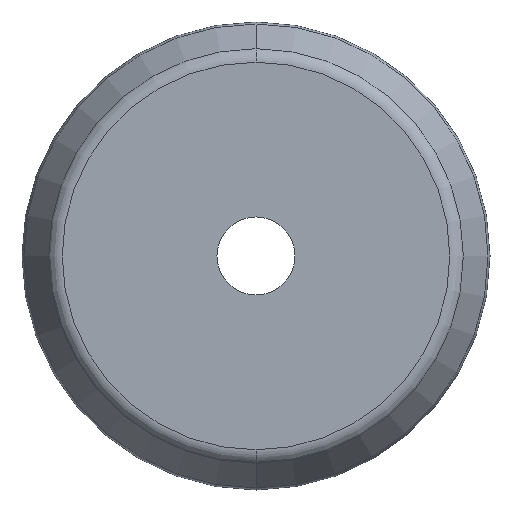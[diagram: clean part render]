
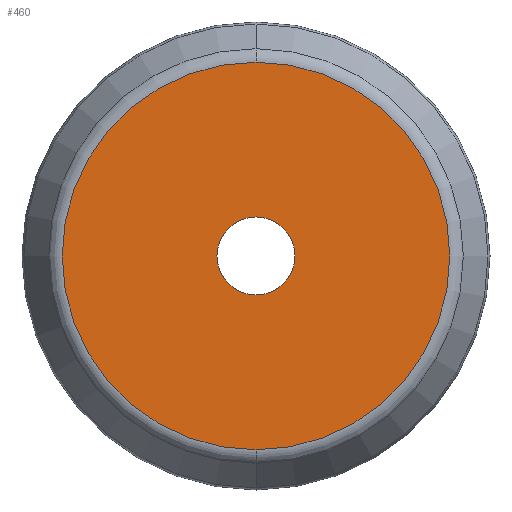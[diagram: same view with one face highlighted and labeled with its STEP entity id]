
A CAD part, front view. The second image highlights one B-rep face of the part: STEP entity #460.
In plain terms, the highlighted planar face has unit normal (0, -1, 0).
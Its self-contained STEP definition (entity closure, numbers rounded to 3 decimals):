
#34 = EDGE_CURVE ( 'NONE', #273, #55, #241, .T. ) ;
#49 = CARTESIAN_POINT ( 'NONE',  ( 25., 0., 0. ) ) ;
#55 = VERTEX_POINT ( 'NONE', #110 ) ;
#56 = CIRCLE ( 'NONE', #378, 124.226 ) ;
#66 = ORIENTED_EDGE ( 'NONE', *, *, #470, .F. ) ;
#84 = FACE_BOUND ( 'NONE', #121, .T. ) ;
#101 = CARTESIAN_POINT ( 'NONE',  ( 0., 0., 0. ) ) ;
#110 = CARTESIAN_POINT ( 'NONE',  ( 0., 0., 124.226 ) ) ;
#121 = EDGE_LOOP ( 'NONE', ( #66, #428 ) ) ;
#133 = AXIS2_PLACEMENT_3D ( 'NONE', #248, #398, #359 ) ;
#136 = VERTEX_POINT ( 'NONE', #177 ) ;
#148 = EDGE_CURVE ( 'NONE', #136, #245, #205, .T. ) ;
#166 = FACE_OUTER_BOUND ( 'NONE', #365, .T. ) ;
#174 = CARTESIAN_POINT ( 'NONE',  ( 0., 0., -124.226 ) ) ;
#177 = CARTESIAN_POINT ( 'NONE',  ( 0., 0., 25. ) ) ;
#192 = CIRCLE ( 'NONE', #218, 25. ) ;
#195 = ORIENTED_EDGE ( 'NONE', *, *, #34, .T. ) ;
#201 = AXIS2_PLACEMENT_3D ( 'NONE', #101, #397, #244 ) ;
#203 = DIRECTION ( 'NONE',  ( 0., -1., 0. ) ) ;
#205 = CIRCLE ( 'NONE', #201, 25. ) ;
#218 = AXIS2_PLACEMENT_3D ( 'NONE', #424, #203, #275 ) ;
#241 = CIRCLE ( 'NONE', #133, 124.226 ) ;
#244 = DIRECTION ( 'NONE',  ( 0., 0., -1. ) ) ;
#245 = VERTEX_POINT ( 'NONE', #358 ) ;
#248 = CARTESIAN_POINT ( 'NONE',  ( 0., 0., 0. ) ) ;
#273 = VERTEX_POINT ( 'NONE', #174 ) ;
#275 = DIRECTION ( 'NONE',  ( 0., 0., -1. ) ) ;
#341 = DIRECTION ( 'NONE',  ( 0., -1., 0. ) ) ;
#345 = PLANE ( 'NONE',  #411 ) ;
#350 = EDGE_CURVE ( 'NONE', #55, #273, #56, .T. ) ;
#358 = CARTESIAN_POINT ( 'NONE',  ( 0., 0., -25. ) ) ;
#359 = DIRECTION ( 'NONE',  ( 0., 0., -1. ) ) ;
#365 = EDGE_LOOP ( 'NONE', ( #195, #391 ) ) ;
#370 = CARTESIAN_POINT ( 'NONE',  ( 0., 0., 0. ) ) ;
#372 = DIRECTION ( 'NONE',  ( 0., -1., 0. ) ) ;
#378 = AXIS2_PLACEMENT_3D ( 'NONE', #370, #372, #457 ) ;
#391 = ORIENTED_EDGE ( 'NONE', *, *, #350, .T. ) ;
#397 = DIRECTION ( 'NONE',  ( 0., -1., 0. ) ) ;
#398 = DIRECTION ( 'NONE',  ( 0., -1., 0. ) ) ;
#411 = AXIS2_PLACEMENT_3D ( 'NONE', #49, #341, #462 ) ;
#424 = CARTESIAN_POINT ( 'NONE',  ( 0., 0., 0. ) ) ;
#428 = ORIENTED_EDGE ( 'NONE', *, *, #148, .F. ) ;
#457 = DIRECTION ( 'NONE',  ( 0., 0., -1. ) ) ;
#460 = ADVANCED_FACE ( 'NONE', ( #166, #84 ), #345, .T. ) ;
#462 = DIRECTION ( 'NONE',  ( 0., 0., -1. ) ) ;
#470 = EDGE_CURVE ( 'NONE', #245, #136, #192, .T. ) ;
